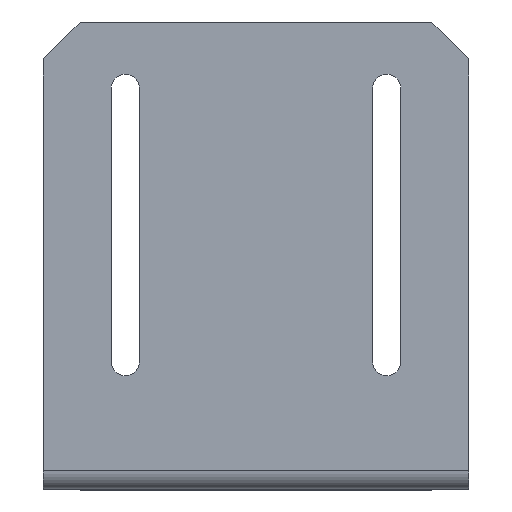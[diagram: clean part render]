
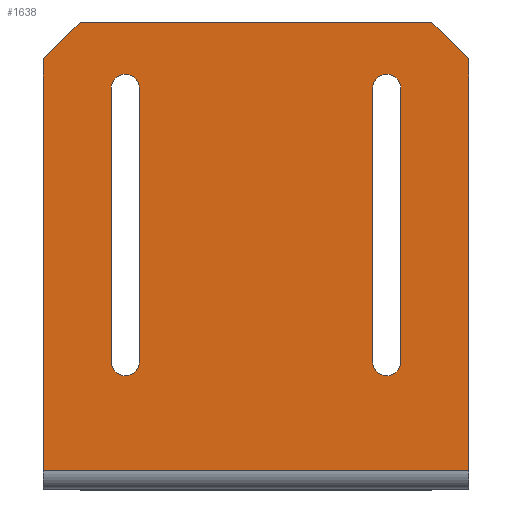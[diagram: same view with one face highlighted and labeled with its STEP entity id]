
A CAD part, top view. The second image highlights one B-rep face of the part: STEP entity #1638.
In plain terms, the highlighted planar face has unit normal (0, 0, 1).
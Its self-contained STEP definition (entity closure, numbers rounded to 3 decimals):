
#41 = LINE ( 'NONE', #1496, #716 ) ;
#44 = AXIS2_PLACEMENT_3D ( 'NONE', #591, #839, #443 ) ;
#54 = CARTESIAN_POINT ( 'NONE',  ( -32.575, 62.843, 3. ) ) ;
#58 = ORIENTED_EDGE ( 'NONE', *, *, #240, .T. ) ;
#73 = EDGE_CURVE ( 'NONE', #1429, #1043, #388, .T. ) ;
#80 = LINE ( 'NONE', #1678, #517 ) ;
#110 = ORIENTED_EDGE ( 'NONE', *, *, #1604, .T. ) ;
#123 = AXIS2_PLACEMENT_3D ( 'NONE', #650, #1179, #732 ) ;
#127 = VERTEX_POINT ( 'NONE', #163 ) ;
#128 = LINE ( 'NONE', #670, #657 ) ;
#147 = ORIENTED_EDGE ( 'NONE', *, *, #1713, .T. ) ;
#163 = CARTESIAN_POINT ( 'NONE',  ( 17.85, 16.5, 3. ) ) ;
#192 = FACE_OUTER_BOUND ( 'NONE', #885, .T. ) ;
#195 = VERTEX_POINT ( 'NONE', #54 ) ;
#217 = AXIS2_PLACEMENT_3D ( 'NONE', #1369, #720, #985 ) ;
#220 = CARTESIAN_POINT ( 'NONE',  ( 32.575, 68.5, 3. ) ) ;
#230 = ORIENTED_EDGE ( 'NONE', *, *, #1351, .T. ) ;
#240 = EDGE_CURVE ( 'NONE', #127, #1343, #1291, .T. ) ;
#251 = LINE ( 'NONE', #220, #579 ) ;
#270 = VERTEX_POINT ( 'NONE', #1534 ) ;
#274 = EDGE_CURVE ( 'NONE', #1718, #195, #80, .T. ) ;
#335 = ORIENTED_EDGE ( 'NONE', *, *, #1075, .T. ) ;
#351 = CARTESIAN_POINT ( 'NONE',  ( -17.85, 58.35, 3. ) ) ;
#359 = CIRCLE ( 'NONE', #217, 2.15 ) ;
#362 = DIRECTION ( 'NONE',  ( 0., -1., 0. ) ) ;
#388 = LINE ( 'NONE', #926, #403 ) ;
#393 = DIRECTION ( 'NONE',  ( 1., 0., 0. ) ) ;
#403 = VECTOR ( 'NONE', #1454, 1000. ) ;
#435 = VERTEX_POINT ( 'NONE', #671 ) ;
#442 = VERTEX_POINT ( 'NONE', #1447 ) ;
#443 = DIRECTION ( 'NONE',  ( 1., 0., 0. ) ) ;
#455 = DIRECTION ( 'NONE',  ( -1., 0., 0. ) ) ;
#461 = VERTEX_POINT ( 'NONE', #1209 ) ;
#478 = DIRECTION ( 'NONE',  ( -0.707, -0.707, 0. ) ) ;
#507 = DIRECTION ( 'NONE',  ( -1., 0., 0. ) ) ;
#517 = VECTOR ( 'NONE', #478, 1000. ) ;
#528 = CARTESIAN_POINT ( 'NONE',  ( -17.85, 58.35, 3. ) ) ;
#564 = EDGE_CURVE ( 'NONE', #1287, #461, #580, .T. ) ;
#579 = VECTOR ( 'NONE', #507, 1000. ) ;
#580 = LINE ( 'NONE', #1637, #1405 ) ;
#583 = DIRECTION ( 'NONE',  ( -1., 0., 0. ) ) ;
#590 = ORIENTED_EDGE ( 'NONE', *, *, #564, .T. ) ;
#591 = CARTESIAN_POINT ( 'NONE',  ( -20., 58.35, 3. ) ) ;
#594 = CARTESIAN_POINT ( 'NONE',  ( 22.15, 58.35, 3. ) ) ;
#600 = ORIENTED_EDGE ( 'NONE', *, *, #274, .T. ) ;
#622 = DIRECTION ( 'NONE',  ( 0., 1., 0. ) ) ;
#631 = CIRCLE ( 'NONE', #1599, 2.15 ) ;
#641 = CARTESIAN_POINT ( 'NONE',  ( 17.85, 58.35, 3. ) ) ;
#650 = CARTESIAN_POINT ( 'NONE',  ( -20., 16.5, 3. ) ) ;
#657 = VECTOR ( 'NONE', #393, 1000. ) ;
#670 = CARTESIAN_POINT ( 'NONE',  ( 32.575, -0.2, 3. ) ) ;
#671 = CARTESIAN_POINT ( 'NONE',  ( 32.575, -0.2, 3. ) ) ;
#686 = CARTESIAN_POINT ( 'NONE',  ( -17.85, 16.5, 3. ) ) ;
#704 = ORIENTED_EDGE ( 'NONE', *, *, #1045, .T. ) ;
#705 = FACE_BOUND ( 'NONE', #758, .T. ) ;
#715 = DIRECTION ( 'NONE',  ( 0., -1., 0. ) ) ;
#716 = VECTOR ( 'NONE', #715, 1000. ) ;
#720 = DIRECTION ( 'NONE',  ( 0., 0., -1. ) ) ;
#724 = CARTESIAN_POINT ( 'NONE',  ( 32.575, 0., 3. ) ) ;
#732 = DIRECTION ( 'NONE',  ( 1., 0., 0. ) ) ;
#758 = EDGE_LOOP ( 'NONE', ( #58, #811, #110, #704 ) ) ;
#772 = AXIS2_PLACEMENT_3D ( 'NONE', #724, #1374, #455 ) ;
#777 = VERTEX_POINT ( 'NONE', #1188 ) ;
#784 = VERTEX_POINT ( 'NONE', #528 ) ;
#806 = EDGE_CURVE ( 'NONE', #889, #1429, #966, .T. ) ;
#811 = ORIENTED_EDGE ( 'NONE', *, *, #1122, .T. ) ;
#830 = ORIENTED_EDGE ( 'NONE', *, *, #73, .T. ) ;
#834 = LINE ( 'NONE', #594, #1463 ) ;
#839 = DIRECTION ( 'NONE',  ( 0., 0., -1. ) ) ;
#861 = CARTESIAN_POINT ( 'NONE',  ( -22.15, 58.35, 3. ) ) ;
#879 = ORIENTED_EDGE ( 'NONE', *, *, #806, .T. ) ;
#885 = EDGE_LOOP ( 'NONE', ( #147, #600, #230, #1390, #1021, #590 ) ) ;
#889 = VERTEX_POINT ( 'NONE', #686 ) ;
#926 = CARTESIAN_POINT ( 'NONE',  ( -22.15, 58.35, 3. ) ) ;
#966 = CIRCLE ( 'NONE', #123, 2.15 ) ;
#980 = DIRECTION ( 'NONE',  ( -0.707, 0.707, 0. ) ) ;
#985 = DIRECTION ( 'NONE',  ( -1., 0., 0. ) ) ;
#1001 = VECTOR ( 'NONE', #1500, 1000. ) ;
#1021 = ORIENTED_EDGE ( 'NONE', *, *, #1639, .F. ) ;
#1022 = CARTESIAN_POINT ( 'NONE',  ( 17.85, 58.35, 3. ) ) ;
#1033 = CARTESIAN_POINT ( 'NONE',  ( -32.575, 0., 3. ) ) ;
#1043 = VERTEX_POINT ( 'NONE', #861 ) ;
#1045 = EDGE_CURVE ( 'NONE', #270, #127, #631, .T. ) ;
#1075 = EDGE_CURVE ( 'NONE', #1043, #784, #1411, .T. ) ;
#1077 = VECTOR ( 'NONE', #362, 1000. ) ;
#1100 = PLANE ( 'NONE',  #772 ) ;
#1122 = EDGE_CURVE ( 'NONE', #1343, #442, #359, .T. ) ;
#1143 = ORIENTED_EDGE ( 'NONE', *, *, #1190, .T. ) ;
#1162 = CARTESIAN_POINT ( 'NONE',  ( -26.918, 68.5, 3. ) ) ;
#1179 = DIRECTION ( 'NONE',  ( 0., 0., -1. ) ) ;
#1188 = CARTESIAN_POINT ( 'NONE',  ( -32.575, -0.2, 3. ) ) ;
#1190 = EDGE_CURVE ( 'NONE', #784, #889, #1268, .T. ) ;
#1209 = CARTESIAN_POINT ( 'NONE',  ( 26.918, 68.5, 3. ) ) ;
#1268 = LINE ( 'NONE', #351, #1001 ) ;
#1269 = VECTOR ( 'NONE', #622, 1000. ) ;
#1273 = FACE_BOUND ( 'NONE', #1481, .T. ) ;
#1287 = VERTEX_POINT ( 'NONE', #1311 ) ;
#1291 = LINE ( 'NONE', #641, #1269 ) ;
#1311 = CARTESIAN_POINT ( 'NONE',  ( 32.575, 62.843, 3. ) ) ;
#1343 = VERTEX_POINT ( 'NONE', #1022 ) ;
#1351 = EDGE_CURVE ( 'NONE', #195, #777, #1545, .T. ) ;
#1357 = CARTESIAN_POINT ( 'NONE',  ( -22.15, 16.5, 3. ) ) ;
#1369 = CARTESIAN_POINT ( 'NONE',  ( 20., 58.35, 3. ) ) ;
#1374 = DIRECTION ( 'NONE',  ( 0., 0., -1. ) ) ;
#1390 = ORIENTED_EDGE ( 'NONE', *, *, #1403, .T. ) ;
#1403 = EDGE_CURVE ( 'NONE', #777, #435, #128, .T. ) ;
#1405 = VECTOR ( 'NONE', #980, 1000. ) ;
#1411 = CIRCLE ( 'NONE', #44, 2.15 ) ;
#1429 = VERTEX_POINT ( 'NONE', #1357 ) ;
#1447 = CARTESIAN_POINT ( 'NONE',  ( 22.15, 58.35, 3. ) ) ;
#1454 = DIRECTION ( 'NONE',  ( 0., 1., 0. ) ) ;
#1463 = VECTOR ( 'NONE', #1503, 1000. ) ;
#1481 = EDGE_LOOP ( 'NONE', ( #830, #335, #1143, #879 ) ) ;
#1496 = CARTESIAN_POINT ( 'NONE',  ( 32.575, 0., 3. ) ) ;
#1500 = DIRECTION ( 'NONE',  ( 0., -1., 0. ) ) ;
#1503 = DIRECTION ( 'NONE',  ( 0., -1., 0. ) ) ;
#1519 = DIRECTION ( 'NONE',  ( 0., 0., -1. ) ) ;
#1534 = CARTESIAN_POINT ( 'NONE',  ( 22.15, 16.5, 3. ) ) ;
#1545 = LINE ( 'NONE', #1033, #1077 ) ;
#1599 = AXIS2_PLACEMENT_3D ( 'NONE', #1664, #1519, #583 ) ;
#1604 = EDGE_CURVE ( 'NONE', #442, #270, #834, .T. ) ;
#1637 = CARTESIAN_POINT ( 'NONE',  ( 26.918, 68.5, 3. ) ) ;
#1638 = ADVANCED_FACE ( 'NONE', ( #705, #1273, #192 ), #1100, .F. ) ;
#1639 = EDGE_CURVE ( 'NONE', #1287, #435, #41, .T. ) ;
#1664 = CARTESIAN_POINT ( 'NONE',  ( 20., 16.5, 3. ) ) ;
#1678 = CARTESIAN_POINT ( 'NONE',  ( -32.575, 62.843, 3. ) ) ;
#1713 = EDGE_CURVE ( 'NONE', #461, #1718, #251, .T. ) ;
#1718 = VERTEX_POINT ( 'NONE', #1162 ) ;
